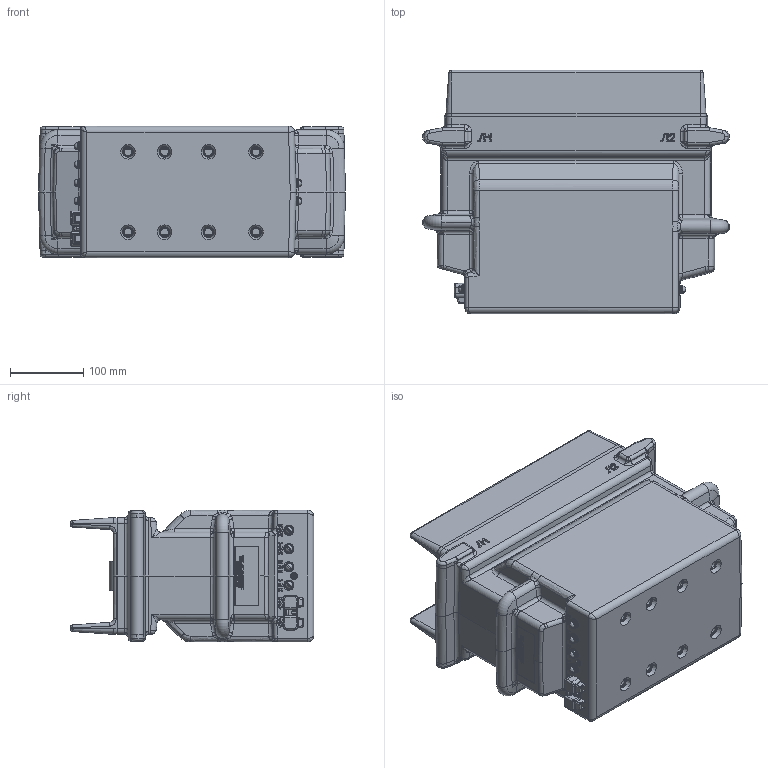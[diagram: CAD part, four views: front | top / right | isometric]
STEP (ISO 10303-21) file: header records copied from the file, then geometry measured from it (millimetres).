
FILE_DESCRIPTION (( 'STEP AP203' ), '1' );
FILE_NAME ('ﾒﾎﾋ-20-4.STEP', '2018-02-15T04:39:55', ( '' ), ( '' ), 'SwSTEP 2.0', 'SolidWorks 2010', '' );
FILE_SCHEMA (( 'CONFIG_CONTROL_DESIGN' ));
Products named in the file (1): ﾒﾎﾋ-20-4
Bounding box: 420 x 333 x 180 mm (x, y, z)
Surface area: 562577.2 mm2 (no closed solid volume)
Topology: 0 solids, 74 shells, 1113 faces, 4325 edges, 3207 vertices
Faces by surface type: plane 354, bspline 290, cylinder 248, cone 163, sphere 38, torus 20
Entity records: 61539 total; most frequent: CARTESIAN_POINT 29175, ORIENTED_EDGE 6521, DIRECTION 5764, EDGE_CURVE 4300, VERTEX_POINT 3207, LINE 2052, VECTOR 2052, AXIS2_PLACEMENT_3D 1856
